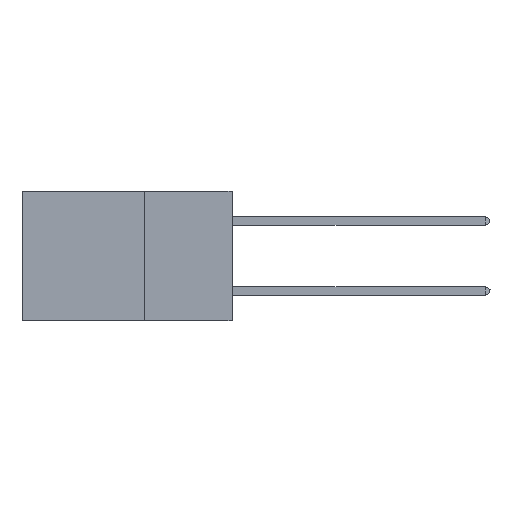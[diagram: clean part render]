
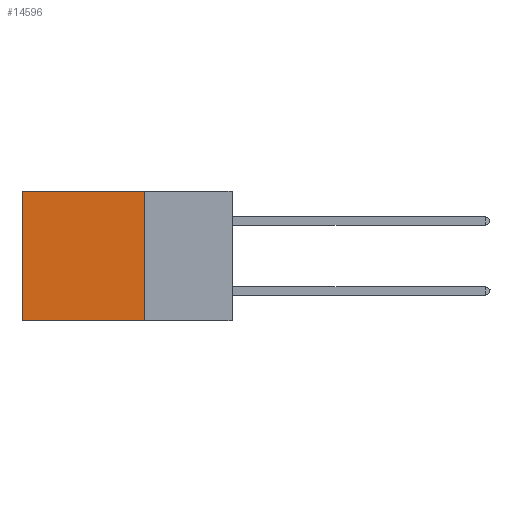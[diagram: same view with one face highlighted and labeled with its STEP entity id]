
A CAD part, left-side view. The second image highlights one B-rep face of the part: STEP entity #14596.
In plain terms, the highlighted planar face has unit normal (-1, 0, 0).
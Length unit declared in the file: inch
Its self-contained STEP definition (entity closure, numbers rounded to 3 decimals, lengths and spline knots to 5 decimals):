
#2429 = CARTESIAN_POINT ( 'NONE',  ( 0.2875, 0.25, 0. ) ) ;
#3184 = LINE ( 'NONE', #26518, #29803 ) ;
#3714 = DIRECTION ( 'NONE',  ( 1., 0., 0. ) ) ;
#4351 = CARTESIAN_POINT ( 'NONE',  ( 0.2875, 0.25, 0. ) ) ;
#4698 = CARTESIAN_POINT ( 'NONE',  ( 0.2875, 0.25, 0. ) ) ;
#6343 = CARTESIAN_POINT ( 'NONE',  ( 0.2875, 0.6, -0.37 ) ) ;
#7231 = CARTESIAN_POINT ( 'NONE',  ( 0.2875, 0.6, 0. ) ) ;
#9684 = LINE ( 'NONE', #4698, #27650 ) ;
#9843 = ORIENTED_EDGE ( 'NONE', *, *, #13766, .F. ) ;
#10298 = CARTESIAN_POINT ( 'NONE',  ( 0.2875, 0.25, -0.37 ) ) ;
#10610 = VERTEX_POINT ( 'NONE', #28115 ) ;
#11997 = VECTOR ( 'NONE', #20013, 39.37008 ) ;
#12041 = AXIS2_PLACEMENT_3D ( 'NONE', #28881, #3714, #26322 ) ;
#13049 = ORIENTED_EDGE ( 'NONE', *, *, #28303, .T. ) ;
#13766 = EDGE_CURVE ( 'NONE', #10610, #18005, #21850, .T. ) ;
#13947 = LINE ( 'NONE', #2429, #14597 ) ;
#14102 = DIRECTION ( 'NONE',  ( 0., 0., -1. ) ) ;
#14596 = ADVANCED_FACE ( 'NONE', ( #19650 ), #24486, .F. ) ;
#14597 = VECTOR ( 'NONE', #14102, 39.37008 ) ;
#15853 = VERTEX_POINT ( 'NONE', #7231 ) ;
#16278 = EDGE_LOOP ( 'NONE', ( #26201, #9843, #16995, #13049 ) ) ;
#16995 = ORIENTED_EDGE ( 'NONE', *, *, #28310, .F. ) ;
#18005 = VERTEX_POINT ( 'NONE', #6343 ) ;
#19222 = EDGE_CURVE ( 'NONE', #15853, #18005, #3184, .T. ) ;
#19650 = FACE_OUTER_BOUND ( 'NONE', #16278, .T. ) ;
#20013 = DIRECTION ( 'NONE',  ( 0., 1., 0. ) ) ;
#21850 = LINE ( 'NONE', #10298, #11997 ) ;
#24486 = PLANE ( 'NONE',  #12041 ) ;
#26201 = ORIENTED_EDGE ( 'NONE', *, *, #19222, .T. ) ;
#26322 = DIRECTION ( 'NONE',  ( 0., 0., -1. ) ) ;
#26381 = DIRECTION ( 'NONE',  ( 0., 0., -1. ) ) ;
#26518 = CARTESIAN_POINT ( 'NONE',  ( 0.2875, 0.6, 0. ) ) ;
#26709 = VERTEX_POINT ( 'NONE', #4351 ) ;
#27650 = VECTOR ( 'NONE', #28037, 39.37008 ) ;
#28037 = DIRECTION ( 'NONE',  ( 0., 1., 0. ) ) ;
#28115 = CARTESIAN_POINT ( 'NONE',  ( 0.2875, 0.25, -0.37 ) ) ;
#28303 = EDGE_CURVE ( 'NONE', #26709, #15853, #9684, .T. ) ;
#28310 = EDGE_CURVE ( 'NONE', #26709, #10610, #13947, .T. ) ;
#28881 = CARTESIAN_POINT ( 'NONE',  ( 0.2875, 0.25, 0. ) ) ;
#29803 = VECTOR ( 'NONE', #26381, 39.37008 ) ;
